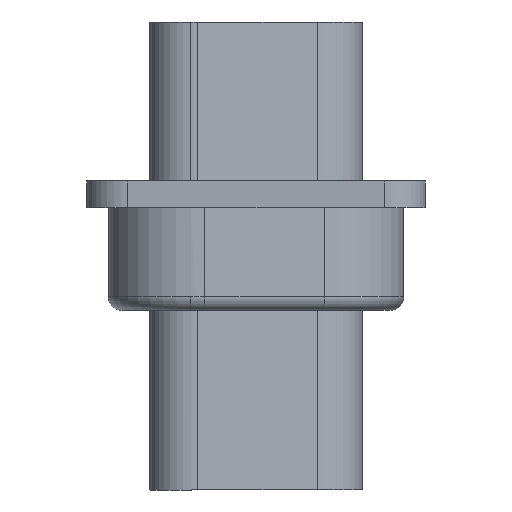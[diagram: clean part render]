
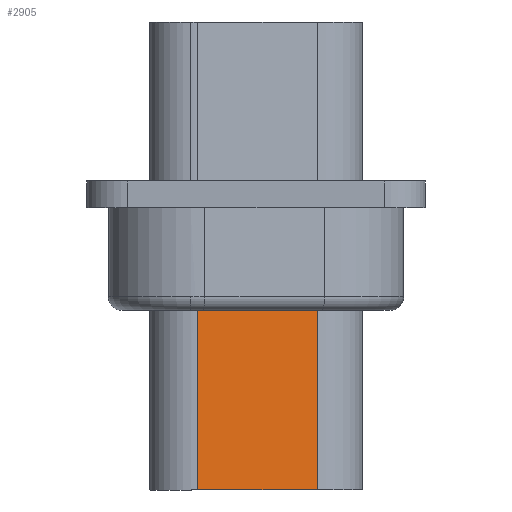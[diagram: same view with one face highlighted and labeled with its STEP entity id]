
A CAD part, left-side view. The second image highlights one B-rep face of the part: STEP entity #2905.
In plain terms, the highlighted planar face has unit normal (-0.985, -0.174, 0).
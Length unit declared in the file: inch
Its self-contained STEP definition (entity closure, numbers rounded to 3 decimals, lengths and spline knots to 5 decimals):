
#21 = LINE ( 'NONE', #4739, #3525 ) ;
#47 = VECTOR ( 'NONE', #5514, 39.37008 ) ;
#97 = AXIS2_PLACEMENT_3D ( 'NONE', #5662, #2780, #1831 ) ;
#297 = CARTESIAN_POINT ( 'NONE',  ( -0.32, 0.08508, -0.1495 ) ) ;
#471 = CARTESIAN_POINT ( 'NONE',  ( -0.28924, -0.08939, -0.4315 ) ) ;
#484 = DIRECTION ( 'NONE',  ( 0., 0., 1. ) ) ;
#777 = ORIENTED_EDGE ( 'NONE', *, *, #4037, .F. ) ;
#821 = LINE ( 'NONE', #2224, #47 ) ;
#1335 = VERTEX_POINT ( 'NONE', #4390 ) ;
#1354 = LINE ( 'NONE', #471, #4935 ) ;
#1368 = ORIENTED_EDGE ( 'NONE', *, *, #3569, .T. ) ;
#1831 = DIRECTION ( 'NONE',  ( -0.174, 0.985, 0. ) ) ;
#1855 = VERTEX_POINT ( 'NONE', #297 ) ;
#1889 = DIRECTION ( 'NONE',  ( -0.174, 0.985, 0. ) ) ;
#1975 = CARTESIAN_POINT ( 'NONE',  ( -0.28924, -0.08939, -0.4315 ) ) ;
#2224 = CARTESIAN_POINT ( 'NONE',  ( -0.32, 0.08508, -0.1495 ) ) ;
#2328 = EDGE_CURVE ( 'NONE', #4089, #4634, #5471, .T. ) ;
#2780 = DIRECTION ( 'NONE',  ( 0.985, 0.174, 0. ) ) ;
#2905 = ADVANCED_FACE ( 'NONE', ( #3185 ), #3609, .F. ) ;
#3120 = CARTESIAN_POINT ( 'NONE',  ( -0.28924, -0.08939, -1.4067 ) ) ;
#3185 = FACE_OUTER_BOUND ( 'NONE', #5460, .T. ) ;
#3348 = VECTOR ( 'NONE', #4549, 39.37008 ) ;
#3525 = VECTOR ( 'NONE', #484, 39.37008 ) ;
#3569 = EDGE_CURVE ( 'NONE', #4634, #1855, #821, .T. ) ;
#3609 = PLANE ( 'NONE',  #97 ) ;
#4037 = EDGE_CURVE ( 'NONE', #1335, #1855, #21, .T. ) ;
#4089 = VERTEX_POINT ( 'NONE', #1975 ) ;
#4390 = CARTESIAN_POINT ( 'NONE',  ( -0.32, 0.08508, -0.4315 ) ) ;
#4507 = ORIENTED_EDGE ( 'NONE', *, *, #2328, .T. ) ;
#4549 = DIRECTION ( 'NONE',  ( 0., 0., 1. ) ) ;
#4634 = VERTEX_POINT ( 'NONE', #6100 ) ;
#4739 = CARTESIAN_POINT ( 'NONE',  ( -0.32, 0.08508, -1.4067 ) ) ;
#4808 = EDGE_CURVE ( 'NONE', #4089, #1335, #1354, .T. ) ;
#4935 = VECTOR ( 'NONE', #1889, 39.37008 ) ;
#5460 = EDGE_LOOP ( 'NONE', ( #1368, #777, #5954, #4507 ) ) ;
#5471 = LINE ( 'NONE', #3120, #3348 ) ;
#5514 = DIRECTION ( 'NONE',  ( -0.174, 0.985, 0. ) ) ;
#5662 = CARTESIAN_POINT ( 'NONE',  ( -0.28924, -0.08939, -1.4067 ) ) ;
#5954 = ORIENTED_EDGE ( 'NONE', *, *, #4808, .F. ) ;
#6100 = CARTESIAN_POINT ( 'NONE',  ( -0.28924, -0.08939, -0.1495 ) ) ;
